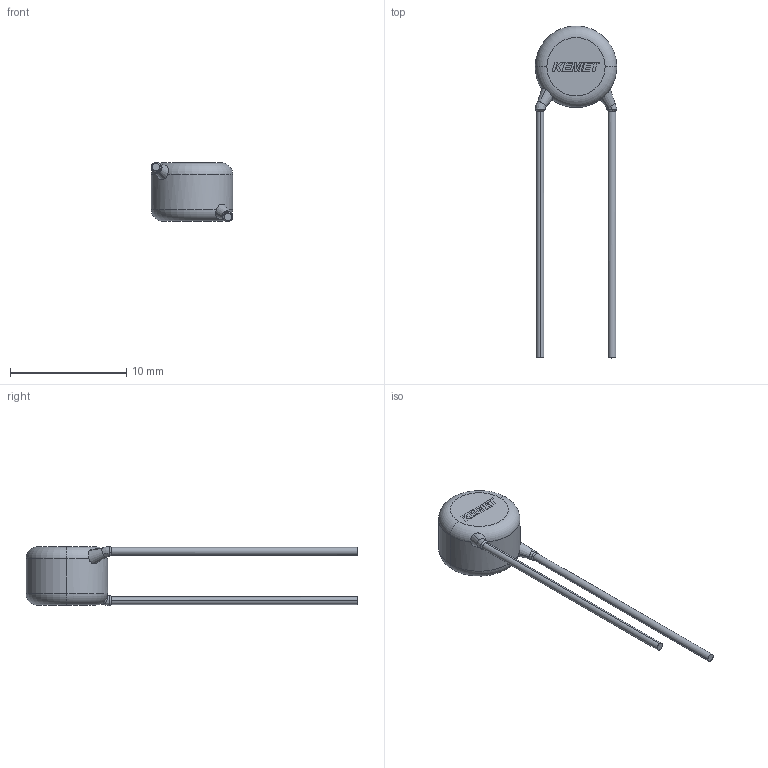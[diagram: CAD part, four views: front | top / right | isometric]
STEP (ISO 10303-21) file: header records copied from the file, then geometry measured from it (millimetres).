
FILE_DESCRIPTION (( 'STEP AP214' ), '1' );
FILE_NAME ('CCD_STC900_D7T5S7.5LL21.5F0.65G3.STEP', '2017-10-30T20:48:24', ( '' ), ( '' ), 'SwSTEP 2.0', 'SolidWorks 2014', '' );
FILE_SCHEMA (( 'AUTOMOTIVE_DESIGN' ));
Length unit declared in the file: millimetre
Products named in the file (1): CCD_STC900_D7T5S7.5LL21.5F0.65G3
Bounding box: 7.01 x 28.5 x 5.09 mm (x, y, z)
Volume: 200.1 mm3; surface area: 266.5 mm2
Topology: 4 solids, 4 shells, 83 faces, 221 edges, 146 vertices
Faces by surface type: plane 61, bspline 8, cylinder 6, cone 4, torus 4
Entity records: 3907 total; most frequent: CARTESIAN_POINT 895, ORIENTED_EDGE 442, DIRECTION 391, EDGE_CURVE 221, VECTOR 163, LINE 163, VERTEX_POINT 146, AXIS2_PLACEMENT_3D 114
